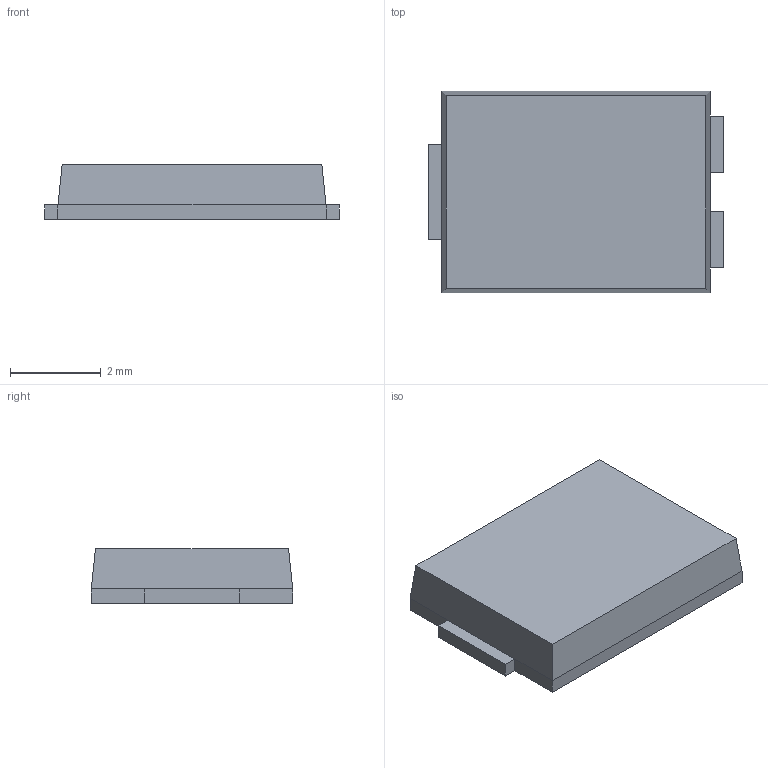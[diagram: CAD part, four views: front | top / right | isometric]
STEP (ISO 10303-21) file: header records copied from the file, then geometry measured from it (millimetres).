
FILE_DESCRIPTION (( 'STEP AP214' ), '1' );
FILE_NAME ('FSV20150V.STEP', '2022-11-03T15:34:33', ( '' ), ( '' ), 'SwSTEP 2.0', 'SolidWorks 2022', '' );
FILE_SCHEMA (( 'AUTOMOTIVE_DESIGN' ));
Length unit declared in the file: millimetre
Products named in the file (1): FSV20150V
Bounding box: 6.5 x 4.44 x 1.2 mm (x, y, z)
Volume: 31.1 mm3; surface area: 125.4 mm2
Topology: 4 solids, 4 shells, 51 faces, 119 edges, 76 vertices
Faces by surface type: plane 51
Entity records: 1859 total; most frequent: CARTESIAN_POINT 247, ORIENTED_EDGE 238, DIRECTION 223, VECTOR 119, EDGE_CURVE 119, LINE 119, VERTEX_POINT 76, AXIS2_PLACEMENT_3D 52
